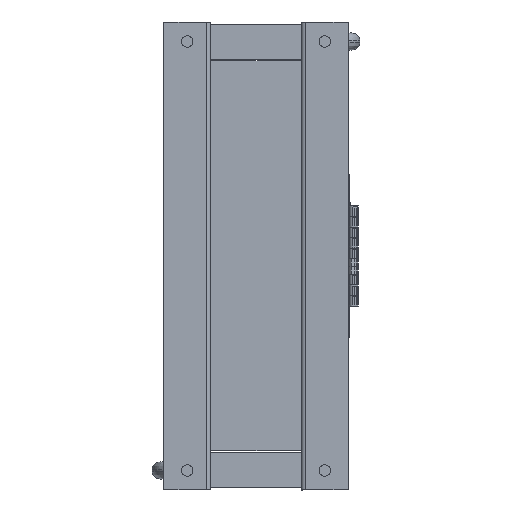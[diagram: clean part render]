
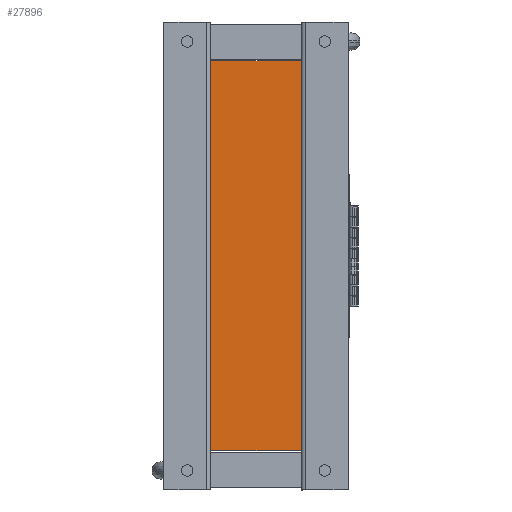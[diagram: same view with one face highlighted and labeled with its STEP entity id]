
A CAD part, front view. The second image highlights one B-rep face of the part: STEP entity #27896.
In plain terms, the highlighted planar face has unit normal (0, -1, 0).
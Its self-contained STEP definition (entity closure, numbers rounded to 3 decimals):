
#2482=FACE_OUTER_BOUND('',#3970,.T.);
#3970=EDGE_LOOP('',(#18719,#18720,#18721,#18722));
#5559=LINE('',#40132,#8763);
#5560=LINE('',#40135,#8764);
#5561=LINE('',#40137,#8765);
#5562=LINE('',#40138,#8766);
#8763=VECTOR('',#32197,10.);
#8764=VECTOR('',#32200,10.);
#8765=VECTOR('',#32201,10.);
#8766=VECTOR('',#32202,10.);
#11960=VERTEX_POINT('',#40125);
#11963=VERTEX_POINT('',#40130);
#11964=VERTEX_POINT('',#40134);
#11965=VERTEX_POINT('',#40136);
#14633=EDGE_CURVE('',#11960,#11963,#5559,.T.);
#14634=EDGE_CURVE('',#11964,#11960,#5560,.T.);
#14635=EDGE_CURVE('',#11965,#11963,#5561,.T.);
#14636=EDGE_CURVE('',#11964,#11965,#5562,.T.);
#18719=ORIENTED_EDGE('',*,*,#14634,.T.);
#18720=ORIENTED_EDGE('',*,*,#14633,.T.);
#18721=ORIENTED_EDGE('',*,*,#14635,.F.);
#18722=ORIENTED_EDGE('',*,*,#14636,.F.);
#26822=PLANE('',#29780);
#27896=ADVANCED_FACE('',(#2482),#26822,.T.);
#29780=AXIS2_PLACEMENT_3D('',#40133,#32198,#32199);
#32197=DIRECTION('',(1.,0.,0.));
#32198=DIRECTION('center_axis',(0.,-1.,0.));
#32199=DIRECTION('ref_axis',(0.,0.,-1.));
#32200=DIRECTION('',(0.,0.,-1.));
#32201=DIRECTION('',(0.,0.,-1.));
#32202=DIRECTION('',(1.,0.,0.));
#40125=CARTESIAN_POINT('',(0.,0.,0.));
#40130=CARTESIAN_POINT('',(70.,0.,0.));
#40132=CARTESIAN_POINT('',(0.,0.,0.));
#40133=CARTESIAN_POINT('Origin',(0.,0.,300.));
#40134=CARTESIAN_POINT('',(0.,0.,300.));
#40135=CARTESIAN_POINT('',(0.,0.,300.));
#40136=CARTESIAN_POINT('',(70.,0.,300.));
#40137=CARTESIAN_POINT('',(70.,0.,300.));
#40138=CARTESIAN_POINT('',(0.,0.,300.));
